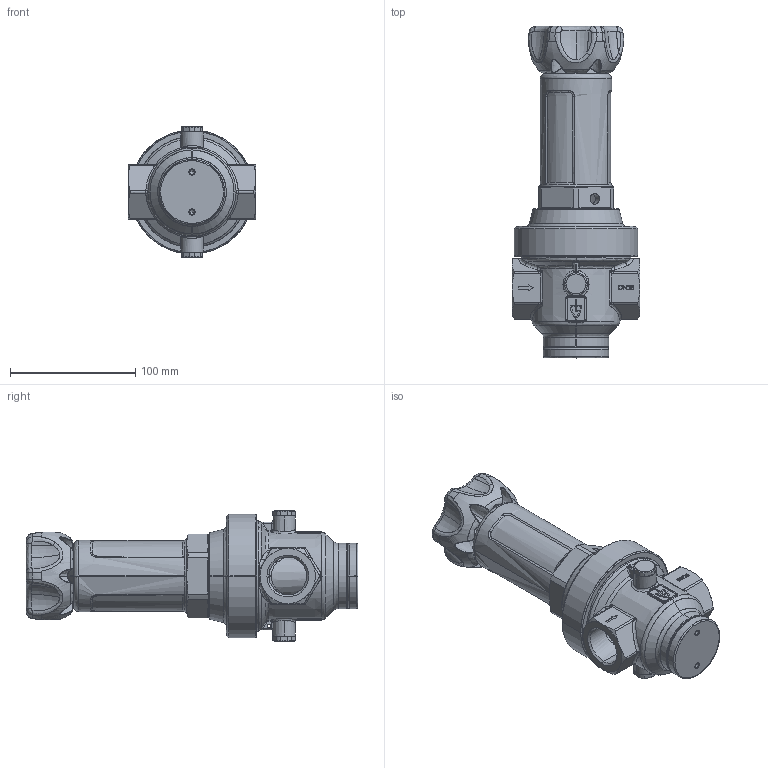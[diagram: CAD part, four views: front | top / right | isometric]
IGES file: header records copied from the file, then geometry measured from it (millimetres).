
Start section: SolidWorks IGES file using analytic representation for surfaces
Global section: file name: 684-25-f+f-25+25.IGS; native system: SolidWorks 2013; preprocessor: SolidWorks 2013; author: Blankenhorn; date: 140723.114849; units: millimetre
Bounding box: 102 x 265 x 104 mm (x, y, z)
Surface area: 173124.4 mm2 (no closed solid volume)
Topology: 0 solids, 0 shells, 1830 faces, 19427 edges, 19405 vertices
Faces by surface type: bspline 1337, revolution 493
